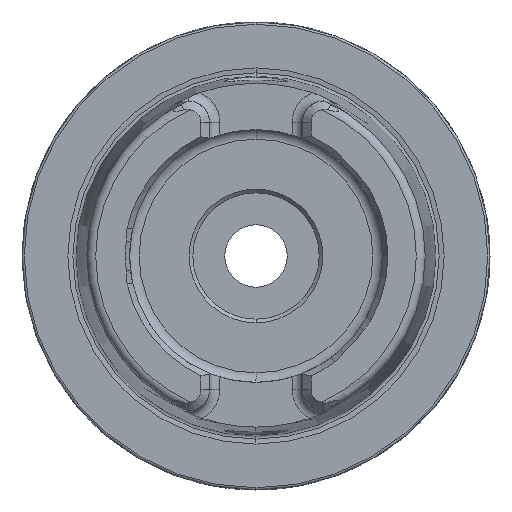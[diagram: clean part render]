
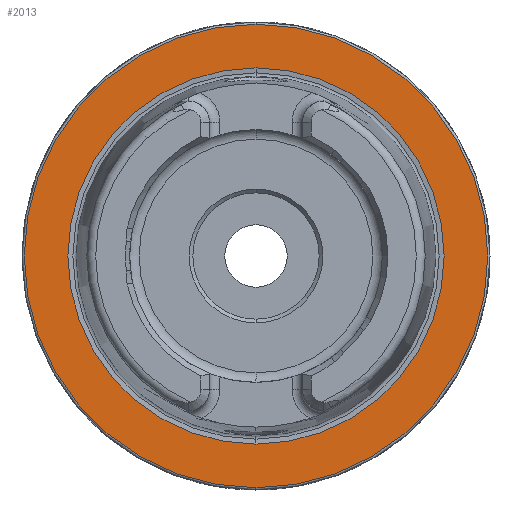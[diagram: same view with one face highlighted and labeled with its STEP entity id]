
A CAD part, left-side view. The second image highlights one B-rep face of the part: STEP entity #2013.
In plain terms, the highlighted planar face has unit normal (-1, 0, 0).
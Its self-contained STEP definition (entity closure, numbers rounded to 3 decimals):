
#124 = ORIENTED_EDGE ( 'NONE', *, *, #3833, .F. ) ;
#231 = DIRECTION ( 'NONE',  ( 0., 0., 1. ) ) ;
#318 = CIRCLE ( 'NONE', #3769, 31.2 ) ;
#796 = EDGE_CURVE ( 'NONE', #4931, #7541, #8255, .T. ) ;
#1004 = DIRECTION ( 'NONE',  ( -1., 0., 0. ) ) ;
#1151 = FACE_OUTER_BOUND ( 'NONE', #4103, .T. ) ;
#1381 = CARTESIAN_POINT ( 'NONE',  ( 0., 0., 0. ) ) ;
#1675 = CARTESIAN_POINT ( 'NONE',  ( 0., 0., -31.2 ) ) ;
#1883 = EDGE_CURVE ( 'NONE', #7541, #4931, #318, .T. ) ;
#1965 = DIRECTION ( 'NONE',  ( 1., 0., 0. ) ) ;
#2012 = ORIENTED_EDGE ( 'NONE', *, *, #796, .T. ) ;
#2013 = ADVANCED_FACE ( 'NONE', ( #5215, #1151 ), #2681, .F. ) ;
#2043 = CARTESIAN_POINT ( 'NONE',  ( 0., 0., 31.2 ) ) ;
#2148 = DIRECTION ( 'NONE',  ( 0., 0., 1. ) ) ;
#2209 = CARTESIAN_POINT ( 'NONE',  ( 0., 0., 25.324 ) ) ;
#2552 = AXIS2_PLACEMENT_3D ( 'NONE', #9565, #1965, #7299 ) ;
#2681 = PLANE ( 'NONE',  #2552 ) ;
#3058 = DIRECTION ( 'NONE',  ( -1., 0., 0. ) ) ;
#3295 = DIRECTION ( 'NONE',  ( -1., 0., 0. ) ) ;
#3504 = AXIS2_PLACEMENT_3D ( 'NONE', #7615, #3058, #8394 ) ;
#3769 = AXIS2_PLACEMENT_3D ( 'NONE', #7848, #3295, #8619 ) ;
#3833 = EDGE_CURVE ( 'NONE', #5702, #5249, #8418, .T. ) ;
#4098 = CIRCLE ( 'NONE', #5913, 25.324 ) ;
#4103 = EDGE_LOOP ( 'NONE', ( #6672, #2012 ) ) ;
#4704 = EDGE_CURVE ( 'NONE', #5249, #5702, #4098, .T. ) ;
#4931 = VERTEX_POINT ( 'NONE', #1675 ) ;
#5215 = FACE_BOUND ( 'NONE', #6064, .T. ) ;
#5249 = VERTEX_POINT ( 'NONE', #2209 ) ;
#5702 = VERTEX_POINT ( 'NONE', #7112 ) ;
#5913 = AXIS2_PLACEMENT_3D ( 'NONE', #1381, #6725, #2148 ) ;
#6064 = EDGE_LOOP ( 'NONE', ( #6415, #124 ) ) ;
#6341 = CARTESIAN_POINT ( 'NONE',  ( 0., 0., 0. ) ) ;
#6415 = ORIENTED_EDGE ( 'NONE', *, *, #4704, .F. ) ;
#6672 = ORIENTED_EDGE ( 'NONE', *, *, #1883, .T. ) ;
#6725 = DIRECTION ( 'NONE',  ( -1., 0., 0. ) ) ;
#7112 = CARTESIAN_POINT ( 'NONE',  ( 0., 0., -25.324 ) ) ;
#7299 = DIRECTION ( 'NONE',  ( 0., 0., -1. ) ) ;
#7363 = AXIS2_PLACEMENT_3D ( 'NONE', #6341, #1004, #231 ) ;
#7541 = VERTEX_POINT ( 'NONE', #2043 ) ;
#7615 = CARTESIAN_POINT ( 'NONE',  ( 0., 0., 0. ) ) ;
#7848 = CARTESIAN_POINT ( 'NONE',  ( 0., 0., 0. ) ) ;
#8255 = CIRCLE ( 'NONE', #7363, 31.2 ) ;
#8394 = DIRECTION ( 'NONE',  ( 0., 0., 1. ) ) ;
#8418 = CIRCLE ( 'NONE', #3504, 25.324 ) ;
#8619 = DIRECTION ( 'NONE',  ( 0., 0., 1. ) ) ;
#9565 = CARTESIAN_POINT ( 'NONE',  ( 0., 31.2, 0. ) ) ;
